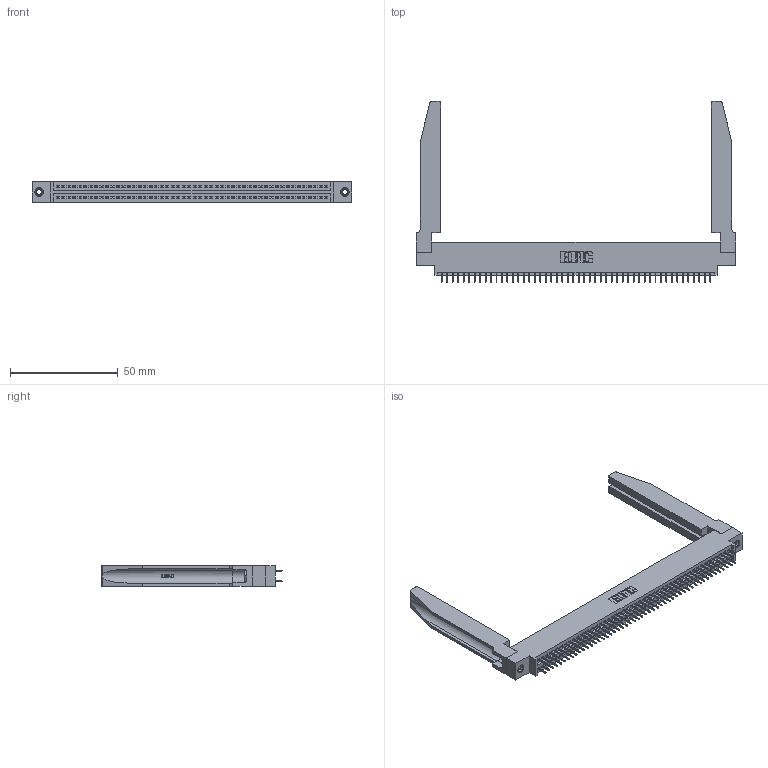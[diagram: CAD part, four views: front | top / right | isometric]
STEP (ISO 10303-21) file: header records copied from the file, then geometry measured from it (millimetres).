
FILE_DESCRIPTION (( 'STEP AP203' ), '1' );
FILE_NAME ('345-100-525-878.STEP', '2020-09-21T18:27:28', ( '' ), ( '' ), 'SwSTEP 2.0', 'SolidWorks 2020', '' );
FILE_SCHEMA (( 'CONFIG_CONTROL_DESIGN' ));
Length unit declared in the file: inch
Products named in the file (5): 345-250-001_345-250-001-102; 345-100-525-878; 345 Part_0.170 Offset - 0.156 Dia-TH; 345-220-078_345-220-078; 345-292-001_345-293-125
Assembly tree (105 placements, depth 2):
  345-100-525-878
    345 Part_0.170 Offset - 0.156 Dia-TH
    345-292-001_345-293-125  x100
    345-250-001_345-250-001-102  x2
    345-220-078_345-220-078  x2
Bounding box: 148.23 x 84 x 9.4 mm (x, y, z)
Volume: 21966.3 mm3; surface area: 27624.8 mm2
Topology: 105 solids, 105 shells, 5764 faces, 16261 edges, 10430 vertices
Faces by surface type: plane 4126, cylinder 1586, bspline 36, cone 12, torus 4
Entity records: 43100 total; most frequent: CARTESIAN_POINT 8135, ORIENTED_EDGE 6966, DIRECTION 6157, EDGE_CURVE 3483, VECTOR 3061, LINE 3061, VERTEX_POINT 2312, AXIS2_PLACEMENT_3D 1548
